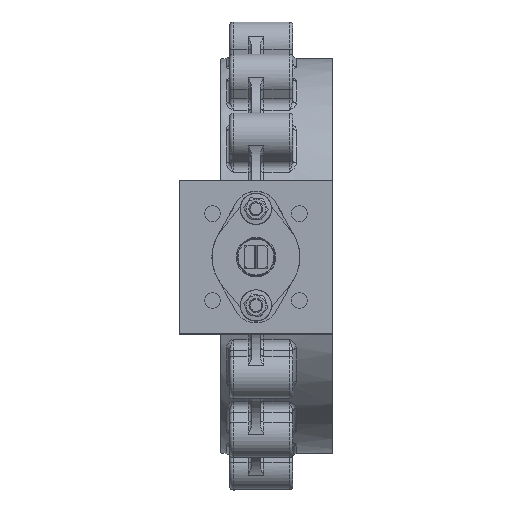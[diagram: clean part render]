
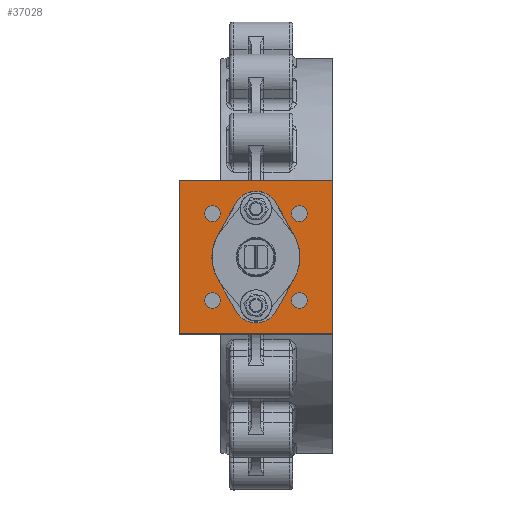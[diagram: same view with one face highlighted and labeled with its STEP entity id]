
A CAD part, top view. The second image highlights one B-rep face of the part: STEP entity #37028.
In plain terms, the highlighted planar face has unit normal (0, 0, 1).
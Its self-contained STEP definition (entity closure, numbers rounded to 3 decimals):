
#1637=LINE('',#55033,#3613);
#1649=LINE('',#55069,#3625);
#1653=LINE('',#55084,#3629);
#1657=LINE('',#55094,#3633);
#1671=LINE('',#55123,#3647);
#1673=LINE('',#55127,#3649);
#1675=LINE('',#55131,#3651);
#1677=LINE('',#55134,#3653);
#3613=VECTOR('',#44215,10.);
#3625=VECTOR('',#44251,10.);
#3629=VECTOR('',#44269,10.);
#3633=VECTOR('',#44281,10.);
#3647=VECTOR('',#44305,10.);
#3649=VECTOR('',#44309,10.);
#3651=VECTOR('',#44313,10.);
#3653=VECTOR('',#44317,10.);
#5892=PLANE('',#39547);
#7329=FACE_BOUND('',#10522,.T.);
#7330=FACE_BOUND('',#10523,.T.);
#7331=FACE_BOUND('',#10524,.T.);
#7332=FACE_BOUND('',#10525,.T.);
#7333=FACE_BOUND('',#10526,.T.);
#8072=FACE_OUTER_BOUND('',#10521,.T.);
#10521=EDGE_LOOP('',(#24599,#24600,#24601,#24602));
#10522=EDGE_LOOP('',(#24603));
#10523=EDGE_LOOP('',(#24604));
#10524=EDGE_LOOP('',(#24605));
#10525=EDGE_LOOP('',(#24606));
#10526=EDGE_LOOP('',(#24607,#24608,#24609,#24610,#24611,#24612,#24613,#24614));
#13346=CIRCLE('',#39497,9.);
#13348=CIRCLE('',#39500,9.);
#13350=CIRCLE('',#39503,9.);
#13352=CIRCLE('',#39506,9.);
#13356=CIRCLE('',#39512,50.15);
#13362=CIRCLE('',#39524,26.);
#13366=CIRCLE('',#39533,50.15);
#13368=CIRCLE('',#39537,26.);
#15566=VERTEX_POINT('',#54982);
#15568=VERTEX_POINT('',#54987);
#15570=VERTEX_POINT('',#54992);
#15572=VERTEX_POINT('',#54997);
#15579=VERTEX_POINT('',#55012);
#15580=VERTEX_POINT('',#55014);
#15586=VERTEX_POINT('',#55032);
#15592=VERTEX_POINT('',#55050);
#15598=VERTEX_POINT('',#55068);
#15600=VERTEX_POINT('',#55077);
#15602=VERTEX_POINT('',#55083);
#15604=VERTEX_POINT('',#55089);
#15613=VERTEX_POINT('',#55120);
#15614=VERTEX_POINT('',#55122);
#15615=VERTEX_POINT('',#55126);
#15616=VERTEX_POINT('',#55130);
#19002=EDGE_CURVE('',#15566,#15566,#13346,.T.);
#19004=EDGE_CURVE('',#15568,#15568,#13348,.T.);
#19006=EDGE_CURVE('',#15570,#15570,#13350,.T.);
#19008=EDGE_CURVE('',#15572,#15572,#13352,.T.);
#19015=EDGE_CURVE('',#15580,#15579,#13356,.T.);
#19024=EDGE_CURVE('',#15586,#15580,#1637,.T.);
#19033=EDGE_CURVE('',#15592,#15586,#13362,.T.);
#19042=EDGE_CURVE('',#15598,#15592,#1649,.T.);
#19047=EDGE_CURVE('',#15600,#15598,#13366,.T.);
#19050=EDGE_CURVE('',#15602,#15600,#1653,.T.);
#19053=EDGE_CURVE('',#15604,#15602,#13368,.T.);
#19056=EDGE_CURVE('',#15579,#15604,#1657,.T.);
#19070=EDGE_CURVE('',#15614,#15613,#1671,.T.);
#19072=EDGE_CURVE('',#15615,#15614,#1673,.T.);
#19074=EDGE_CURVE('',#15616,#15615,#1675,.T.);
#19076=EDGE_CURVE('',#15613,#15616,#1677,.T.);
#24599=ORIENTED_EDGE('',*,*,#19076,.T.);
#24600=ORIENTED_EDGE('',*,*,#19074,.T.);
#24601=ORIENTED_EDGE('',*,*,#19072,.T.);
#24602=ORIENTED_EDGE('',*,*,#19070,.T.);
#24603=ORIENTED_EDGE('',*,*,#19002,.T.);
#24604=ORIENTED_EDGE('',*,*,#19004,.T.);
#24605=ORIENTED_EDGE('',*,*,#19006,.T.);
#24606=ORIENTED_EDGE('',*,*,#19008,.T.);
#24607=ORIENTED_EDGE('',*,*,#19047,.T.);
#24608=ORIENTED_EDGE('',*,*,#19042,.T.);
#24609=ORIENTED_EDGE('',*,*,#19033,.T.);
#24610=ORIENTED_EDGE('',*,*,#19024,.T.);
#24611=ORIENTED_EDGE('',*,*,#19015,.T.);
#24612=ORIENTED_EDGE('',*,*,#19056,.T.);
#24613=ORIENTED_EDGE('',*,*,#19053,.T.);
#24614=ORIENTED_EDGE('',*,*,#19050,.T.);
#37028=ADVANCED_FACE('',(#8072,#7329,#7330,#7331,#7332,#7333),#5892,.T.);
#39497=AXIS2_PLACEMENT_3D('',#54983,#44166,#44167);
#39500=AXIS2_PLACEMENT_3D('',#54988,#44172,#44173);
#39503=AXIS2_PLACEMENT_3D('',#54993,#44178,#44179);
#39506=AXIS2_PLACEMENT_3D('',#54998,#44184,#44185);
#39512=AXIS2_PLACEMENT_3D('',#55015,#44199,#44200);
#39524=AXIS2_PLACEMENT_3D('',#55051,#44235,#44236);
#39533=AXIS2_PLACEMENT_3D('',#55078,#44263,#44264);
#39537=AXIS2_PLACEMENT_3D('',#55090,#44275,#44276);
#39547=AXIS2_PLACEMENT_3D('',#55135,#44318,#44319);
#44166=DIRECTION('center_axis',(0.,0.,
-1.));
#44167=DIRECTION('ref_axis',(-1.,0.,0.));
#44172=DIRECTION('center_axis',(0.,0.,
-1.));
#44173=DIRECTION('ref_axis',(-1.,0.,0.));
#44178=DIRECTION('center_axis',(0.,0.,
-1.));
#44179=DIRECTION('ref_axis',(-1.,0.,0.));
#44184=DIRECTION('center_axis',(0.,0.,
-1.));
#44185=DIRECTION('ref_axis',(-1.,0.,0.));
#44199=DIRECTION('center_axis',(0.,0.,
-1.));
#44200=DIRECTION('ref_axis',(-0.87,0.493,0.));
#44215=DIRECTION('',(0.493,-0.87,0.));
#44235=DIRECTION('center_axis',(0.,0.,
-1.));
#44236=DIRECTION('ref_axis',(-0.87,-0.493,0.));
#44251=DIRECTION('',(0.493,0.87,0.));
#44263=DIRECTION('center_axis',(0.,0.,
-1.));
#44264=DIRECTION('ref_axis',(0.87,-0.493,0.));
#44269=DIRECTION('',(-0.493,0.87,0.));
#44275=DIRECTION('center_axis',(0.,0.,
-1.));
#44276=DIRECTION('ref_axis',(0.87,0.493,0.));
#44281=DIRECTION('',(-0.493,-0.87,0.));
#44305=DIRECTION('',(0.,1.,0.));
#44309=DIRECTION('',(1.,0.,0.));
#44313=DIRECTION('',(0.,-1.,0.));
#44317=DIRECTION('',(-1.,0.,0.));
#44318=DIRECTION('center_axis',(0.,0.,
1.));
#44319=DIRECTION('ref_axis',(0.,-1.,0.));
#54982=CARTESIAN_POINT('',(58.497,47.497,445.));
#54983=CARTESIAN_POINT('Origin',(49.497,47.497,445.));
#54987=CARTESIAN_POINT('',(-40.497,-51.497,445.));
#54988=CARTESIAN_POINT('Origin',(-49.497,-51.497,445.));
#54992=CARTESIAN_POINT('',(-40.497,47.497,445.));
#54993=CARTESIAN_POINT('Origin',(-49.497,47.497,445.));
#54997=CARTESIAN_POINT('',(58.497,-51.497,445.));
#54998=CARTESIAN_POINT('Origin',(49.497,-51.497,445.));
#55012=CARTESIAN_POINT('',(43.636,-26.717,445.));
#55014=CARTESIAN_POINT('',(43.636,22.717,445.));
#55015=CARTESIAN_POINT('Origin',(0.,-2.,
445.));
#55032=CARTESIAN_POINT('',(22.623,59.814,445.));
#55033=CARTESIAN_POINT('',(18.435,67.208,445.));
#55050=CARTESIAN_POINT('',(-22.623,59.814,445.));
#55051=CARTESIAN_POINT('Origin',(0.,47.,
445.));
#55068=CARTESIAN_POINT('',(-43.636,22.717,445.));
#55069=CARTESIAN_POINT('',(-39.569,29.897,445.));
#55077=CARTESIAN_POINT('',(-43.636,-26.717,445.));
#55078=CARTESIAN_POINT('Origin',(0.,-2.,
445.));
#55083=CARTESIAN_POINT('',(-22.623,-63.814,445.));
#55084=CARTESIAN_POINT('',(-47.824,-19.323,445.));
#55089=CARTESIAN_POINT('',(22.623,-63.814,445.));
#55090=CARTESIAN_POINT('Origin',(0.,-51.,
445.));
#55094=CARTESIAN_POINT('',(47.703,-19.536,445.));
#55120=CARTESIAN_POINT('',(87.5,85.5,445.));
#55122=CARTESIAN_POINT('',(87.5,-89.5,445.));
#55123=CARTESIAN_POINT('',(87.5,-89.5,445.));
#55126=CARTESIAN_POINT('',(-87.5,-89.5,445.));
#55127=CARTESIAN_POINT('',(-87.5,-89.5,445.));
#55130=CARTESIAN_POINT('',(-87.5,85.5,445.));
#55131=CARTESIAN_POINT('',(-87.5,85.5,445.));
#55134=CARTESIAN_POINT('',(87.5,85.5,445.));
#55135=CARTESIAN_POINT('Origin',(-43.75,41.75,445.));
